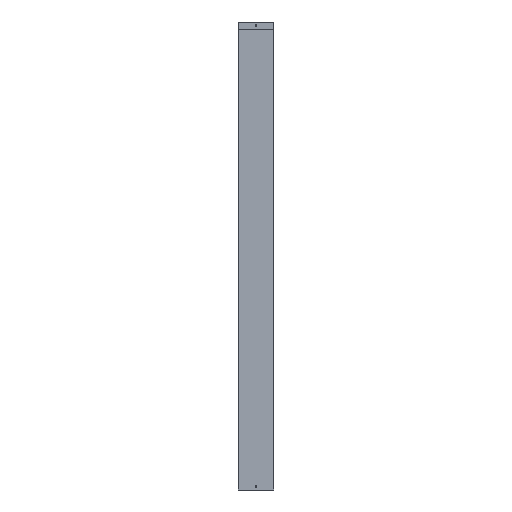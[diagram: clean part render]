
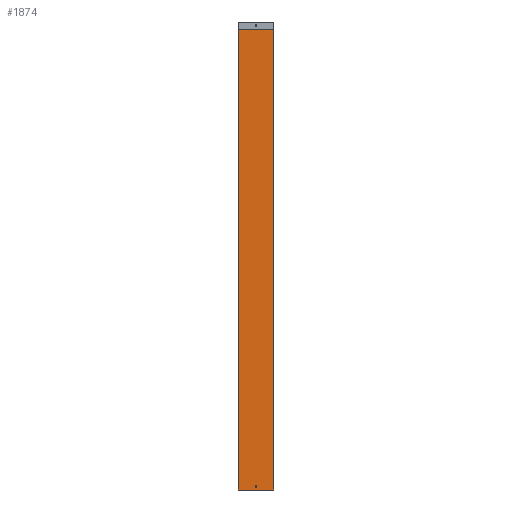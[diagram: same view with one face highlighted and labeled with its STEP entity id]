
A CAD part, front view. The second image highlights one B-rep face of the part: STEP entity #1874.
In plain terms, the highlighted planar face has unit normal (0, -1, 0).
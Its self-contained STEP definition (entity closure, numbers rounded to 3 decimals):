
#52 = CARTESIAN_POINT ( 'NONE',  ( 0., 0., 18.5 ) ) ;
#98 = DIRECTION ( 'NONE',  ( 0., 0., 1. ) ) ;
#100 = DIRECTION ( 'NONE',  ( 0., 1., 0. ) ) ;
#109 = PLANE ( 'NONE',  #480 ) ;
#123 = CARTESIAN_POINT ( 'NONE',  ( -75., 0., 1969. ) ) ;
#171 = CARTESIAN_POINT ( 'NONE',  ( -75., 0., 1968. ) ) ;
#203 = CARTESIAN_POINT ( 'NONE',  ( 75., 0., 0. ) ) ;
#212 = CARTESIAN_POINT ( 'NONE',  ( 75., 0., 1968. ) ) ;
#302 = CARTESIAN_POINT ( 'NONE',  ( -75., 0., 0. ) ) ;
#387 = FACE_BOUND ( 'NONE', #1522, .T. ) ;
#390 = FACE_OUTER_BOUND ( 'NONE', #1482, .T. ) ;
#403 = VERTEX_POINT ( 'NONE', #52 ) ;
#480 = AXIS2_PLACEMENT_3D ( 'NONE', #123, #100, #98 ) ;
#485 = EDGE_CURVE ( 'NONE', #1413, #1419, #1081, .T. ) ;
#580 = AXIS2_PLACEMENT_3D ( 'NONE', #832, #833, #834 ) ;
#608 = EDGE_CURVE ( 'NONE', #1439, #1370, #1157, .T. ) ;
#611 = EDGE_CURVE ( 'NONE', #403, #403, #1162, .T. ) ;
#612 = EDGE_CURVE ( 'NONE', #1439, #1413, #1165, .T. ) ;
#613 = EDGE_CURVE ( 'NONE', #1370, #1419, #1160, .T. ) ;
#733 = CARTESIAN_POINT ( 'NONE',  ( 75., 0., 1969. ) ) ;
#738 = DIRECTION ( 'NONE',  ( 0., 0., -1. ) ) ;
#816 = CARTESIAN_POINT ( 'NONE',  ( -75., 0., 1969. ) ) ;
#817 = DIRECTION ( 'NONE',  ( 0., 0., -1. ) ) ;
#826 = CARTESIAN_POINT ( 'NONE',  ( -75., 0., 1968. ) ) ;
#828 = DIRECTION ( 'NONE',  ( 1., 0., 0. ) ) ;
#832 = CARTESIAN_POINT ( 'NONE',  ( 0., 0., 15. ) ) ;
#833 = DIRECTION ( 'NONE',  ( 0., -1., 0. ) ) ;
#834 = DIRECTION ( 'NONE',  ( 0., 0., 1. ) ) ;
#835 = DIRECTION ( 'NONE',  ( 1., 0., 0. ) ) ;
#836 = CARTESIAN_POINT ( 'NONE',  ( -75., 0., 0. ) ) ;
#1081 = LINE ( 'NONE', #733, #1086 ) ;
#1086 = VECTOR ( 'NONE', #738, 1000. ) ;
#1157 = LINE ( 'NONE', #816, #1159 ) ;
#1159 = VECTOR ( 'NONE', #817, 1000. ) ;
#1160 = LINE ( 'NONE', #836, #1166 ) ;
#1162 = CIRCLE ( 'NONE', #580, 3.5 ) ;
#1165 = LINE ( 'NONE', #826, #1167 ) ;
#1166 = VECTOR ( 'NONE', #828, 1000. ) ;
#1167 = VECTOR ( 'NONE', #835, 1000. ) ;
#1370 = VERTEX_POINT ( 'NONE', #302 ) ;
#1413 = VERTEX_POINT ( 'NONE', #212 ) ;
#1419 = VERTEX_POINT ( 'NONE', #203 ) ;
#1439 = VERTEX_POINT ( 'NONE', #171 ) ;
#1482 = EDGE_LOOP ( 'NONE', ( #1629, #1628, #1627, #1626 ) ) ;
#1522 = EDGE_LOOP ( 'NONE', ( #1630 ) ) ;
#1626 = ORIENTED_EDGE ( 'NONE', *, *, #613, .T. ) ;
#1627 = ORIENTED_EDGE ( 'NONE', *, *, #608, .T. ) ;
#1628 = ORIENTED_EDGE ( 'NONE', *, *, #612, .F. ) ;
#1629 = ORIENTED_EDGE ( 'NONE', *, *, #485, .F. ) ;
#1630 = ORIENTED_EDGE ( 'NONE', *, *, #611, .F. ) ;
#1874 = ADVANCED_FACE ( 'NONE', ( #387, #390 ), #109, .F. ) ;
